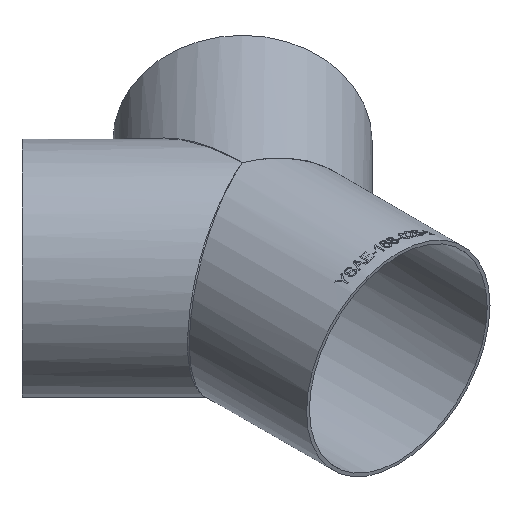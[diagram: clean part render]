
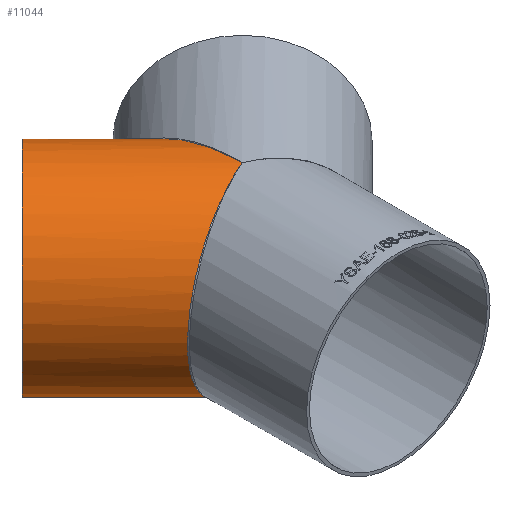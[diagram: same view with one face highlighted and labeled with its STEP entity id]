
A CAD part, isometric view. The second image highlights one B-rep face of the part: STEP entity #11044.
In plain terms, the highlighted cylindrical face has radius 84.15 mm (diameter 168.3 mm), a full revolution.
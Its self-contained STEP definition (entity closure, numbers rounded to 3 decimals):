
#881 = ORIENTED_EDGE ( 'NONE', *, *, #7271, .F. ) ;
#1652 = FACE_OUTER_BOUND ( 'NONE', #20312, .T. ) ;
#2405 = DIRECTION ( 'NONE',  ( -0.707, 0.707, 0. ) ) ;
#3017 = CARTESIAN_POINT ( 'NONE',  ( 0., 0., 84.15 ) ) ;
#3932 = CARTESIAN_POINT ( 'NONE',  ( 65.524, -65.524, 0. ) ) ;
#4451 = CARTESIAN_POINT ( 'NONE',  ( -2.404, 240.416, -84.15 ) ) ;
#6220 = FACE_OUTER_BOUND ( 'NONE', #16669, .T. ) ;
#7271 = EDGE_CURVE ( 'NONE', #17707, #17707, #12373, .T. ) ;
#7882 = CARTESIAN_POINT ( 'NONE',  ( -169.296, -68.716, 84.15 ) ) ;
#10046 = AXIS2_PLACEMENT_3D ( 'NONE', #3932, #22359, #10892 ) ;
#10107 = ORIENTED_EDGE ( 'NONE', *, *, #10229, .T. ) ;
#10229 = EDGE_CURVE ( 'NONE', #15095, #20419, #16419, .T. ) ;
#10892 = DIRECTION ( 'NONE',  ( -0.707, -0.707, 0. ) ) ;
#11044 = ADVANCED_FACE ( 'NONE', ( #1652, #6220 ), #15423, .T. ) ;
#11627 = DIRECTION ( 'NONE',  ( -0.707, -0.707, 0. ) ) ;
#12373 = CIRCLE ( 'NONE', #13362, 84.15 ) ;
#13362 = AXIS2_PLACEMENT_3D ( 'NONE', #23113, #2405, #11627 ) ;
#14560 = ORIENTED_EDGE ( 'NONE', *, *, #16925, .T. ) ;
#14762 = CARTESIAN_POINT ( 'NONE',  ( 0., 0., 84.15 ) ) ;
#15095 = VERTEX_POINT ( 'NONE', #14762 ) ;
#15423 = CYLINDRICAL_SURFACE ( 'NONE', #10046, 84.15 ) ;
#16419 =( BOUNDED_CURVE ( )  B_SPLINE_CURVE ( 3, ( #18040, #29192, #4451, #24694 ),
 .UNSPECIFIED., .F., .F. ) 
 B_SPLINE_CURVE_WITH_KNOTS ( ( 4, 4 ),
 ( 1.571, 4.712 ),
 .UNSPECIFIED. ) 
 CURVE ( )  GEOMETRIC_REPRESENTATION_ITEM ( )  RATIONAL_B_SPLINE_CURVE ( ( 1., 0.333, 0.333, 1. ) ) 
 REPRESENTATION_ITEM ( '' )  );
#16669 = EDGE_LOOP ( 'NONE', ( #881 ) ) ;
#16925 = EDGE_CURVE ( 'NONE', #20419, #15095, #18351, .T. ) ;
#17366 = CARTESIAN_POINT ( 'NONE',  ( -169.296, -68.716, -84.15 ) ) ;
#17707 = VERTEX_POINT ( 'NONE', #29152 ) ;
#18040 = CARTESIAN_POINT ( 'NONE',  ( 0., 0., 84.15 ) ) ;
#18351 =( BOUNDED_CURVE ( )  B_SPLINE_CURVE ( 3, ( #28515, #17366, #7882, #3017 ),
 .UNSPECIFIED., .F., .F. ) 
 B_SPLINE_CURVE_WITH_KNOTS ( ( 4, 4 ),
 ( 4.712, 7.854 ),
 .UNSPECIFIED. ) 
 CURVE ( )  GEOMETRIC_REPRESENTATION_ITEM ( )  RATIONAL_B_SPLINE_CURVE ( ( 1., 0.333, 0.333, 1. ) ) 
 REPRESENTATION_ITEM ( '' )  );
#20312 = EDGE_LOOP ( 'NONE', ( #10107, #14560 ) ) ;
#20419 = VERTEX_POINT ( 'NONE', #24484 ) ;
#22359 = DIRECTION ( 'NONE',  ( -0.707, 0.707, 0. ) ) ;
#23113 = CARTESIAN_POINT ( 'NONE',  ( -101.116, 101.116, 0. ) ) ;
#24484 = CARTESIAN_POINT ( 'NONE',  ( 0., 0., -84.15 ) ) ;
#24694 = CARTESIAN_POINT ( 'NONE',  ( 0., 0., -84.15 ) ) ;
#28515 = CARTESIAN_POINT ( 'NONE',  ( 0., 0., -84.15 ) ) ;
#29152 = CARTESIAN_POINT ( 'NONE',  ( -160.619, 41.613, 0. ) ) ;
#29192 = CARTESIAN_POINT ( 'NONE',  ( -2.404, 240.416, 84.15 ) ) ;
